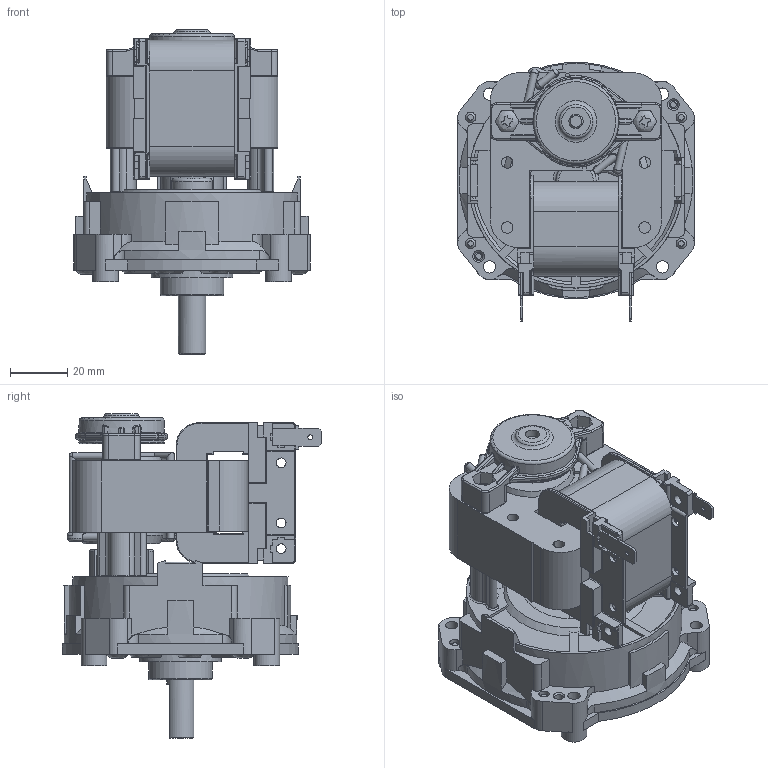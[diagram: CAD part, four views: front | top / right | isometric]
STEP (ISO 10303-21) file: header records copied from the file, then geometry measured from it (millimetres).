
FILE_DESCRIPTION((''),'2;1');
FILE_NAME('SP SERIES.stp','2014-05-27T20:44:31',('jh-hong'),(''),'Autodesk Inventor 2011','Autodesk Inventor 2011','');
FILE_SCHEMA(('AUTOMOTIVE_DESIGN { 1 0 10303 214 1 1 1 1 }'));
Length unit declared in the file: millimetre
Products named in the file (1): SP SERIES
Bounding box: 82.6 x 90.46 x 113.4 mm (x, y, z)
Volume: 201114.6 mm3; surface area: 91384.1 mm2
Topology: 2 solids, 16 shells, 1449 faces, 3769 edges, 2367 vertices
Faces by surface type: plane 741, cylinder 450, torus 107, cone 74, bspline 64, sphere 13
Full cylindrical faces by diameter (mm): 1.65 x2, 2.6 x14, 3 x14, 3.05 x2, 3.4 x10, 3.5 x2, 3.6 x4, 4 x10, 4.3 x4, 4.45 x1, 4.5 x6, 5 x4, 6.95 x4, 7 x4, 8 x5, 9 x5, 9.5 x2, 9.54 x1, 10.5 x1, 12.5 x1, 13 x1, 14 x2, 14.3 x2, 14.5 x2, 16.6 x1, 17.6 x1, 19.5 x1, 22.2 x1, 28.5 x1, 28.9 x1
Entity records: 46434 total; most frequent: CARTESIAN_POINT 12088, DIRECTION 7115, ORIENTED_EDGE 7030, EDGE_CURVE 3515, AXIS2_PLACEMENT_3D 2628, VERTEX_POINT 2311, VECTOR 1859, LINE 1859
